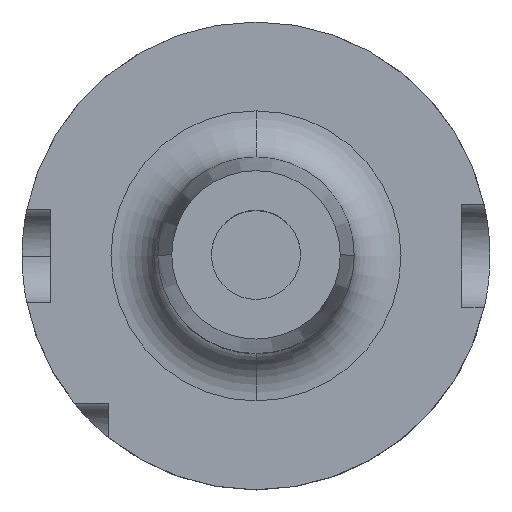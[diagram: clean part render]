
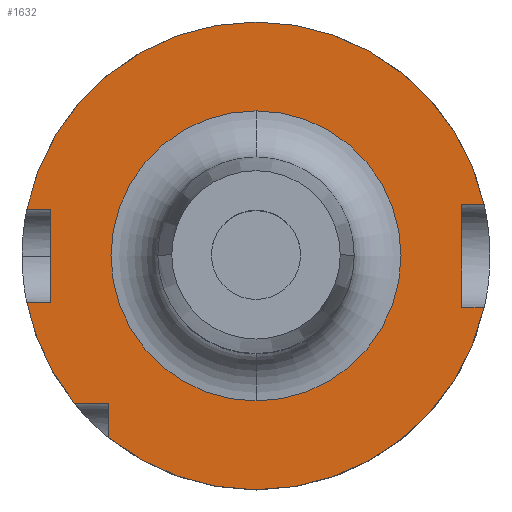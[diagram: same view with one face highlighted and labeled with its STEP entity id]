
A CAD part, top view. The second image highlights one B-rep face of the part: STEP entity #1632.
In plain terms, the highlighted planar face has unit normal (0, 0, 1).
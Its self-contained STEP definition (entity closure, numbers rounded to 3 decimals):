
#21 = DIRECTION ( 'NONE',  ( 0., 0., -1. ) ) ;
#66 = CARTESIAN_POINT ( 'NONE',  ( 44., -11., 29. ) ) ;
#82 = CARTESIAN_POINT ( 'NONE',  ( 0., -11., 29. ) ) ;
#164 = AXIS2_PLACEMENT_3D ( 'NONE', #870, #1296, #1776 ) ;
#172 = VERTEX_POINT ( 'NONE', #2362 ) ;
#176 = CARTESIAN_POINT ( 'NONE',  ( 44., -11., 29. ) ) ;
#181 = CIRCLE ( 'NONE', #1853, 50. ) ;
#209 = EDGE_CURVE ( 'NONE', #172, #1246, #2263, .T. ) ;
#249 = ORIENTED_EDGE ( 'NONE', *, *, #1889, .T. ) ;
#256 = EDGE_CURVE ( 'NONE', #1435, #2700, #2415, .T. ) ;
#264 = AXIS2_PLACEMENT_3D ( 'NONE', #914, #21, #959 ) ;
#281 = ORIENTED_EDGE ( 'NONE', *, *, #411, .T. ) ;
#292 = VECTOR ( 'NONE', #913, 1000. ) ;
#295 = VERTEX_POINT ( 'NONE', #1621 ) ;
#296 = CARTESIAN_POINT ( 'NONE',  ( 0., 50., 29. ) ) ;
#305 = CIRCLE ( 'NONE', #1106, 50. ) ;
#310 = CARTESIAN_POINT ( 'NONE',  ( 0., -10., 29. ) ) ;
#322 = EDGE_CURVE ( 'NONE', #1649, #2247, #1215, .T. ) ;
#383 = LINE ( 'NONE', #176, #1462 ) ;
#411 = EDGE_CURVE ( 'NONE', #1158, #630, #2098, .T. ) ;
#432 = ORIENTED_EDGE ( 'NONE', *, *, #2777, .F. ) ;
#461 = LINE ( 'NONE', #743, #2696 ) ;
#527 = DIRECTION ( 'NONE',  ( -1., 0., 0. ) ) ;
#543 = ORIENTED_EDGE ( 'NONE', *, *, #1953, .F. ) ;
#575 = EDGE_CURVE ( 'NONE', #1013, #172, #607, .T. ) ;
#587 = ORIENTED_EDGE ( 'NONE', *, *, #322, .T. ) ;
#607 = CIRCLE ( 'NONE', #264, 50. ) ;
#630 = VERTEX_POINT ( 'NONE', #1581 ) ;
#641 = AXIS2_PLACEMENT_3D ( 'NONE', #1875, #1861, #1756 ) ;
#649 = ORIENTED_EDGE ( 'NONE', *, *, #1237, .F. ) ;
#655 = CARTESIAN_POINT ( 'NONE',  ( 0., -31.5, 29. ) ) ;
#719 = CARTESIAN_POINT ( 'NONE',  ( 0., 31., 29. ) ) ;
#728 = VERTEX_POINT ( 'NONE', #2346 ) ;
#743 = CARTESIAN_POINT ( 'NONE',  ( -31.5, 0., 29. ) ) ;
#745 = FACE_BOUND ( 'NONE', #1557, .T. ) ;
#749 = DIRECTION ( 'NONE',  ( 1., 0., 0. ) ) ;
#811 = EDGE_CURVE ( 'NONE', #2679, #2141, #2411, .T. ) ;
#870 = CARTESIAN_POINT ( 'NONE',  ( 0., 0., 29. ) ) ;
#913 = DIRECTION ( 'NONE',  ( -1., 0., 0. ) ) ;
#914 = CARTESIAN_POINT ( 'NONE',  ( 0., 0., 29. ) ) ;
#929 = CARTESIAN_POINT ( 'NONE',  ( -44., -10., 29. ) ) ;
#942 = CARTESIAN_POINT ( 'NONE',  ( 0., 11., 29. ) ) ;
#959 = DIRECTION ( 'NONE',  ( 0., 1., 0. ) ) ;
#1000 = EDGE_CURVE ( 'NONE', #2141, #2700, #305, .T. ) ;
#1013 = VERTEX_POINT ( 'NONE', #2132 ) ;
#1028 = VECTOR ( 'NONE', #527, 1000. ) ;
#1067 = CARTESIAN_POINT ( 'NONE',  ( -31.5, -31.5, 29. ) ) ;
#1073 = ORIENTED_EDGE ( 'NONE', *, *, #1000, .F. ) ;
#1106 = AXIS2_PLACEMENT_3D ( 'NONE', #2099, #2093, #2084 ) ;
#1121 = AXIS2_PLACEMENT_3D ( 'NONE', #2035, #1603, #1585 ) ;
#1158 = VERTEX_POINT ( 'NONE', #719 ) ;
#1165 = CARTESIAN_POINT ( 'NONE',  ( 48.775, -11., 29. ) ) ;
#1194 = ORIENTED_EDGE ( 'NONE', *, *, #209, .F. ) ;
#1197 = EDGE_LOOP ( 'NONE', ( #1221, #649, #543, #587, #2228, #2191, #1073, #2127, #432, #2102, #1194, #2270 ) ) ;
#1215 = LINE ( 'NONE', #82, #2795 ) ;
#1221 = ORIENTED_EDGE ( 'NONE', *, *, #2150, .F. ) ;
#1237 = EDGE_CURVE ( 'NONE', #728, #1815, #461, .T. ) ;
#1246 = VERTEX_POINT ( 'NONE', #929 ) ;
#1272 = VECTOR ( 'NONE', #2308, 1000. ) ;
#1279 = VECTOR ( 'NONE', #1818, 1000. ) ;
#1296 = DIRECTION ( 'NONE',  ( 0., 0., -1. ) ) ;
#1383 = CARTESIAN_POINT ( 'NONE',  ( 0., 10., 29. ) ) ;
#1421 = EDGE_CURVE ( 'NONE', #295, #1246, #2408, .T. ) ;
#1435 = VERTEX_POINT ( 'NONE', #2039 ) ;
#1449 = AXIS2_PLACEMENT_3D ( 'NONE', #2769, #2580, #2563 ) ;
#1462 = VECTOR ( 'NONE', #2717, 1000. ) ;
#1557 = EDGE_LOOP ( 'NONE', ( #249, #281 ) ) ;
#1581 = CARTESIAN_POINT ( 'NONE',  ( 0., -31., 29. ) ) ;
#1585 = DIRECTION ( 'NONE',  ( 0., -1., 0. ) ) ;
#1603 = DIRECTION ( 'NONE',  ( 0., 0., 1. ) ) ;
#1619 = LINE ( 'NONE', #1383, #1028 ) ;
#1621 = CARTESIAN_POINT ( 'NONE',  ( -44., 10., 29. ) ) ;
#1632 = ADVANCED_FACE ( 'NONE', ( #745, #2448 ), #2051, .T. ) ;
#1649 = VERTEX_POINT ( 'NONE', #1165 ) ;
#1756 = DIRECTION ( 'NONE',  ( 0., -1., 0. ) ) ;
#1776 = DIRECTION ( 'NONE',  ( 0., -1., 0. ) ) ;
#1779 = EDGE_CURVE ( 'NONE', #1435, #2247, #383, .T. ) ;
#1815 = VERTEX_POINT ( 'NONE', #1067 ) ;
#1818 = DIRECTION ( 'NONE',  ( 1., 0., 0. ) ) ;
#1853 = AXIS2_PLACEMENT_3D ( 'NONE', #2201, #2101, #2085 ) ;
#1861 = DIRECTION ( 'NONE',  ( 0., 0., -1. ) ) ;
#1875 = CARTESIAN_POINT ( 'NONE',  ( 0., 0., 29. ) ) ;
#1889 = EDGE_CURVE ( 'NONE', #630, #1158, #2487, .T. ) ;
#1953 = EDGE_CURVE ( 'NONE', #1649, #728, #181, .T. ) ;
#2035 = CARTESIAN_POINT ( 'NONE',  ( 0., 0., 29. ) ) ;
#2039 = CARTESIAN_POINT ( 'NONE',  ( 44., 11., 29. ) ) ;
#2051 = PLANE ( 'NONE',  #1121 ) ;
#2084 = DIRECTION ( 'NONE',  ( 0., 1., 0. ) ) ;
#2085 = DIRECTION ( 'NONE',  ( 0., 1., 0. ) ) ;
#2093 = DIRECTION ( 'NONE',  ( 0., 0., -1. ) ) ;
#2098 = CIRCLE ( 'NONE', #164, 31. ) ;
#2099 = CARTESIAN_POINT ( 'NONE',  ( 0., 0., 29. ) ) ;
#2101 = DIRECTION ( 'NONE',  ( 0., 0., -1. ) ) ;
#2102 = ORIENTED_EDGE ( 'NONE', *, *, #1421, .T. ) ;
#2127 = ORIENTED_EDGE ( 'NONE', *, *, #811, .F. ) ;
#2132 = CARTESIAN_POINT ( 'NONE',  ( -38.83, -31.5, 29. ) ) ;
#2141 = VERTEX_POINT ( 'NONE', #296 ) ;
#2150 = EDGE_CURVE ( 'NONE', #1815, #1013, #2584, .T. ) ;
#2191 = ORIENTED_EDGE ( 'NONE', *, *, #256, .T. ) ;
#2201 = CARTESIAN_POINT ( 'NONE',  ( 0., 0., 29. ) ) ;
#2228 = ORIENTED_EDGE ( 'NONE', *, *, #1779, .F. ) ;
#2240 = DIRECTION ( 'NONE',  ( 0., 1., 0. ) ) ;
#2247 = VERTEX_POINT ( 'NONE', #66 ) ;
#2262 = DIRECTION ( 'NONE',  ( -1., 0., 0. ) ) ;
#2263 = LINE ( 'NONE', #310, #2503 ) ;
#2270 = ORIENTED_EDGE ( 'NONE', *, *, #575, .F. ) ;
#2286 = CARTESIAN_POINT ( 'NONE',  ( -44., -10., 29. ) ) ;
#2308 = DIRECTION ( 'NONE',  ( 0., -1., 0. ) ) ;
#2346 = CARTESIAN_POINT ( 'NONE',  ( -31.5, -38.83, 29. ) ) ;
#2362 = CARTESIAN_POINT ( 'NONE',  ( -48.99, -10., 29. ) ) ;
#2403 = CARTESIAN_POINT ( 'NONE',  ( 48.775, 11., 29. ) ) ;
#2408 = LINE ( 'NONE', #2286, #1272 ) ;
#2411 = CIRCLE ( 'NONE', #1449, 50. ) ;
#2415 = LINE ( 'NONE', #942, #1279 ) ;
#2448 = FACE_OUTER_BOUND ( 'NONE', #1197, .T. ) ;
#2487 = CIRCLE ( 'NONE', #641, 31. ) ;
#2503 = VECTOR ( 'NONE', #749, 1000. ) ;
#2563 = DIRECTION ( 'NONE',  ( 0., 1., 0. ) ) ;
#2580 = DIRECTION ( 'NONE',  ( 0., 0., -1. ) ) ;
#2584 = LINE ( 'NONE', #655, #292 ) ;
#2622 = CARTESIAN_POINT ( 'NONE',  ( -48.99, 10., 29. ) ) ;
#2679 = VERTEX_POINT ( 'NONE', #2622 ) ;
#2696 = VECTOR ( 'NONE', #2240, 1000. ) ;
#2700 = VERTEX_POINT ( 'NONE', #2403 ) ;
#2717 = DIRECTION ( 'NONE',  ( 0., -1., 0. ) ) ;
#2769 = CARTESIAN_POINT ( 'NONE',  ( 0., 0., 29. ) ) ;
#2777 = EDGE_CURVE ( 'NONE', #295, #2679, #1619, .T. ) ;
#2795 = VECTOR ( 'NONE', #2262, 1000. ) ;
